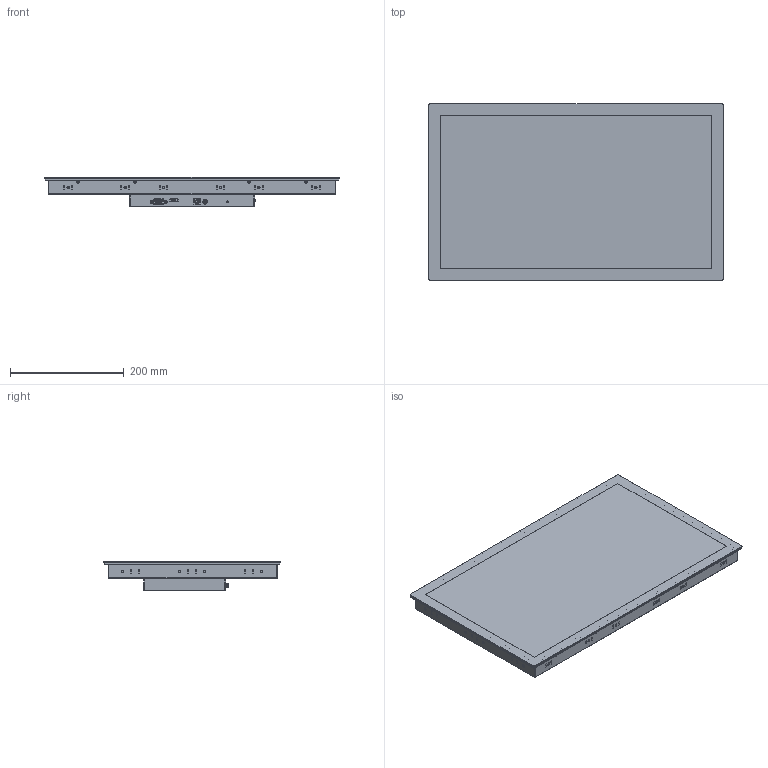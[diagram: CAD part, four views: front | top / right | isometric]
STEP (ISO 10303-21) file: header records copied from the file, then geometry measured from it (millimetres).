
FILE_DESCRIPTION (( 'STEP AP214' ), '1' );
FILE_NAME ('CTM-22W-M-PM-20250528.STEP', '2025-07-15T21:01:13', ( '' ), ( '' ), 'SwSTEP 2.0', 'SolidWorks 2024', '' );
FILE_SCHEMA (( 'AUTOMOTIVE_DESIGN' ));
Length unit declared in the file: inch
Products named in the file (1): CTM-22W-M-PM-20250528
Bounding box: 517.46 x 309.19 x 52.2 mm (x, y, z)
Volume: 5243114.5 mm3; surface area: 420423 mm2
Topology: 1 solids, 27 shells, 1791 faces, 4502 edges, 2944 vertices
Faces by surface type: plane 804, cylinder 736, cone 141, bspline 66, torus 34, sphere 10
Full cylindrical faces by diameter (mm): 3 x1, 3.175 x5, 3.232 x1, 3.245 x63, 8 x1
Entity records: 73760 total; most frequent: CARTESIAN_POINT 32470, ORIENTED_EDGE 8586, DIRECTION 8392, EDGE_CURVE 4293, AXIS2_PLACEMENT_3D 3016, VERTEX_POINT 2823, LINE 2360, VECTOR 2360
